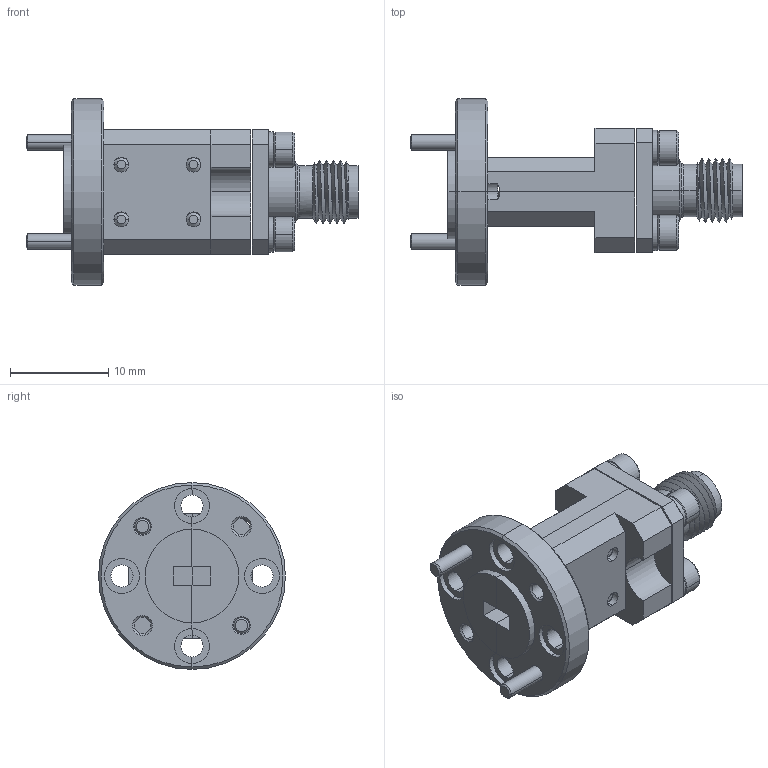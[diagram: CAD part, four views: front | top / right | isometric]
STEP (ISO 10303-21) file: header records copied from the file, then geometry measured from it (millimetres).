
FILE_DESCRIPTION (( 'STEP AP203' ), '1' );
FILE_NAME ('SFP-152KF-S2.STEP', '2019-01-26T02:20:42', ( '' ), ( '' ), 'SwSTEP 2.0', 'SolidWorks 2016', '' );
FILE_SCHEMA (( 'CONFIG_CONTROL_DESIGN' ));
Length unit declared in the file: inch
Products named in the file (1): SFP-152KF-S2
Bounding box: 33.85 x 19.05 x 19.05 mm (x, y, z)
Surface area: 2734.1 mm2 (no closed solid volume)
Topology: 0 solids, 21 shells, 336 faces, 846 edges, 539 vertices
Faces by surface type: plane 132, cone 115, cylinder 85, torus 2, bspline 2
Entity records: 10926 total; most frequent: CARTESIAN_POINT 2887, DIRECTION 1720, ORIENTED_EDGE 1493, EDGE_CURVE 846, AXIS2_PLACEMENT_3D 648, VERTEX_POINT 539, VECTOR 424, LINE 424
